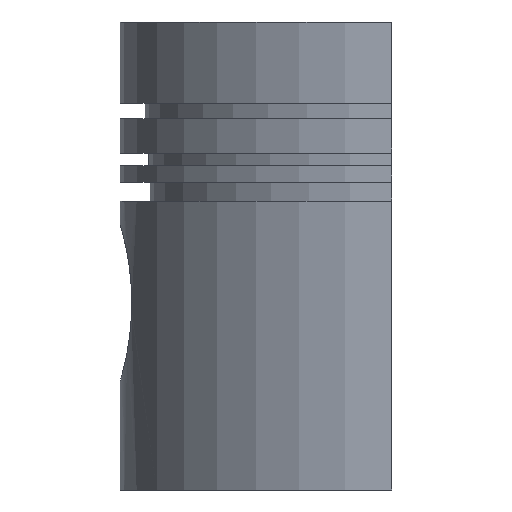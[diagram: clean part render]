
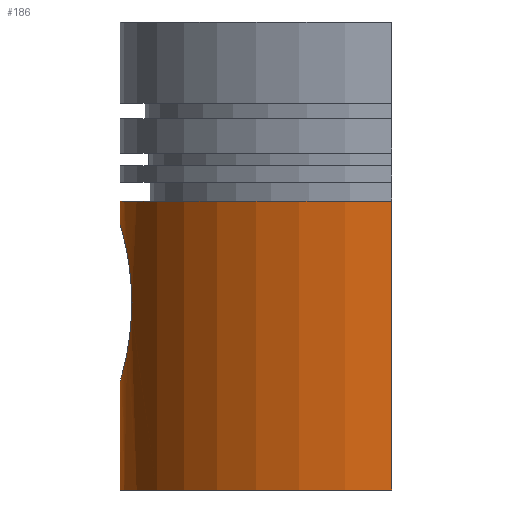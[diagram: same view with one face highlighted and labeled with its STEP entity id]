
A CAD part, left-side view. The second image highlights one B-rep face of the part: STEP entity #186.
In plain terms, the highlighted cylindrical face has radius 43.5 mm (diameter 87 mm), a partial arc.
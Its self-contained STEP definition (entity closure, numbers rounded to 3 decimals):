
#43=CARTESIAN_POINT('POINT5',(43.5,0.,-30.
   ));
#44=VERTEX_POINT('VERTEX5',#43);
#52=CARTESIAN_POINT('POINT6',(-43.5,0.,-30.));
#53=VERTEX_POINT('VERTEX6',#52);
#60=CARTESIAN_POINT('POS8',(0.,0.,-30.));
#61=DIRECTION('DIR11',(0.,0.,1.));
#62=DIRECTION('DIR12',(-1.,0.,0.));
#63=AXIS2_PLACEMENT_3D('AXIS4',#60,#61,#62);
#64=CIRCLE('ELLIPSE3',#63,43.5);
#65=EDGE_CURVE('EDGE7',#53,#44,#64,.F.);
#75=CARTESIAN_POINT('POINT7',(-43.5,0.,16.3));
#76=VERTEX_POINT('VERTEX7',#75);
#77=CARTESIAN_POINT('POINT8',(43.5,0.,16.3)
   );
#78=VERTEX_POINT('VERTEX8',#77);
#79=CARTESIAN_POINT('POS10',(0.,0.,16.3));
#80=DIRECTION('DIR15',(0.,0.,-1.));
#81=DIRECTION('DIR16',(-1.,0.,0.));
#82=AXIS2_PLACEMENT_3D('AXIS6',#79,#80,#81);
#83=CIRCLE('ELLIPSE4',#82,43.5);
#84=EDGE_CURVE('EDGE8',#76,#78,#83,.T.);
#85=ORIENTED_EDGE('COEDGE9',*,*,#84,.T.);
#86=CARTESIAN_POINT('POS11',(43.5,0.,26.75));
#87=DIRECTION('DIR17',(0.,0.,-1.));
#88=VECTOR('VEC5',#87,1.);
#89=LINE('STRAIGHT5',#86,#88);
#90=EDGE_CURVE('EDGE9',#44,#78,#89,.F.);
#91=ORIENTED_EDGE('COEDGE10',*,*,#90,.F.);
#92=ORIENTED_EDGE('COEDGE11',*,*,#65,.F.);
#93=CARTESIAN_POINT('POS12',(-43.5,0.,26.75));
#94=DIRECTION('DIR18',(0.,0.,1.));
#95=VECTOR('VEC6',#94,1.);
#96=LINE('STRAIGHT6',#93,#95);
#97=EDGE_CURVE('EDGE10',#76,#53,#96,.F.);
#98=ORIENTED_EDGE('COEDGE12',*,*,#97,.F.);
#99=EDGE_LOOP('NONE',(#85,#91,#92,#98));
#100=FACE_BOUND('LOOP1',#99,.T.);
#101=CARTESIAN_POINT('POINT9',(-12.5,41.665,
   0.));
#102=VERTEX_POINT('VERTEX9',#101);
#103=CARTESIAN_POINT('POINT10',(12.5,41.665,
   0.));
#104=VERTEX_POINT('VERTEX10',#103);
#105=B_SPLINE_CURVE_WITH_KNOTS('SPLINE_CRV1',3,(#106,#107,#108,#109,#110
   ,#111,#112,#113,#114,#115,#116,#117,#118,#119,#120,#121,#122,#123,
   #124,#125,#126,#127,#128,#129,#130,#131,#132,#133,#134,#135,#136,#137
   ,#138,#139),.UNSPECIFIED.,.F.,.F.,(4,2,2,2,2,2,2,2,2,2,2,2,2,2,2,2,4)
   ,(37.9,40.269,42.638,
   45.007,47.377,49.745,
   52.113,54.482,56.85,
   59.219,61.587,63.956,
   66.324,68.693,71.062,
   73.431,75.801),.UNSPECIFIED.);
#106=CARTESIAN_POINT('',(12.5,41.665,
   0.));
#107=CARTESIAN_POINT('',(12.5,41.665,
   -0.79));
#108=CARTESIAN_POINT('',(12.424,41.688,
   -1.605));
#109=CARTESIAN_POINT('',(12.105,41.782,
   -3.223));
#110=CARTESIAN_POINT('',(11.863,41.852,
   -4.027));
#111=CARTESIAN_POINT('',(11.224,42.028,
   -5.565));
#112=CARTESIAN_POINT('',(10.827,42.134,
   -6.301));
#113=CARTESIAN_POINT('',(9.91,42.359,
   -7.662));
#114=CARTESIAN_POINT('',(9.391,42.478,
   -8.286));
#115=CARTESIAN_POINT('',(8.286,42.707,
   -9.391));
#116=CARTESIAN_POINT('',(7.662,42.825,
   -9.91));
#117=CARTESIAN_POINT('',(6.302,43.047,
   -10.826));
#118=CARTESIAN_POINT('',(5.565,43.149,
   -11.224));
#119=CARTESIAN_POINT('',(4.027,43.32,
   -11.863));
#120=CARTESIAN_POINT('',(3.223,43.388,
   -12.105));
#121=CARTESIAN_POINT('',(1.605,43.478,
   -12.424));
#122=CARTESIAN_POINT('',(0.789,43.5,
   -12.5));
#123=CARTESIAN_POINT('',(-0.789,43.5,
   -12.5));
#124=CARTESIAN_POINT('',(-1.605,43.478,
   -12.424));
#125=CARTESIAN_POINT('',(-3.223,43.388,
   -12.105));
#126=CARTESIAN_POINT('',(-4.027,43.32,
   -11.863));
#127=CARTESIAN_POINT('',(-5.565,43.149,
   -11.224));
#128=CARTESIAN_POINT('',(-6.302,43.047,
   -10.826));
#129=CARTESIAN_POINT('',(-7.662,42.825,
   -9.91));
#130=CARTESIAN_POINT('',(-8.286,42.707,
   -9.391));
#131=CARTESIAN_POINT('',(-9.391,42.478,
   -8.286));
#132=CARTESIAN_POINT('',(-9.91,42.359,
   -7.662));
#133=CARTESIAN_POINT('',(-10.827,42.134,
   -6.301));
#134=CARTESIAN_POINT('',(-11.224,42.028,
   -5.565));
#135=CARTESIAN_POINT('',(-11.863,41.852,
   -4.027));
#136=CARTESIAN_POINT('',(-12.105,41.782,
   -3.223));
#137=CARTESIAN_POINT('',(-12.424,41.688,
   -1.605));
#138=CARTESIAN_POINT('',(-12.5,41.665,
   -0.79));
#139=CARTESIAN_POINT('',(-12.5,41.665,
   0.));
#140=EDGE_CURVE('EDGE11',#102,#104,#105,.F.);
#141=ORIENTED_EDGE('COEDGE13',*,*,#140,.T.);
#142=B_SPLINE_CURVE_WITH_KNOTS('SPLINE_CRV2',3,(#143,#144,#145,#146,#147
   ,#148,#149,#150,#151,#152,#153,#154,#155,#156,#157,#158,#159,#160,
   #161,#162,#163,#164,#165,#166,#167,#168,#169,#170,#171,#172,#173,#174
   ,#175,#176),.UNSPECIFIED.,.F.,.F.,(4,2,2,2,2,2,2,2,2,2,2,2,2,2,2,2,4)
   ,(0.,2.369,4.738,
   7.107,9.476,11.845,
   14.213,16.582,18.95,
   21.319,23.687,26.056,
   28.424,30.793,33.162,
   35.531,37.9),.UNSPECIFIED.);
#143=CARTESIAN_POINT('',(-12.5,41.665,
   0.));
#144=CARTESIAN_POINT('',(-12.5,41.665,
   0.79));
#145=CARTESIAN_POINT('',(-12.424,41.688,
   1.605));
#146=CARTESIAN_POINT('',(-12.105,41.782,
   3.223));
#147=CARTESIAN_POINT('',(-11.863,41.852,
   4.027));
#148=CARTESIAN_POINT('',(-11.224,42.028,
   5.565));
#149=CARTESIAN_POINT('',(-10.827,42.134,
   6.301));
#150=CARTESIAN_POINT('',(-9.91,42.359,
   7.662));
#151=CARTESIAN_POINT('',(-9.391,42.478,
   8.286));
#152=CARTESIAN_POINT('',(-8.286,42.707,
   9.391));
#153=CARTESIAN_POINT('',(-7.662,42.825,
   9.91));
#154=CARTESIAN_POINT('',(-6.302,43.047,
   10.826));
#155=CARTESIAN_POINT('',(-5.565,43.149,
   11.224));
#156=CARTESIAN_POINT('',(-4.027,43.32,
   11.863));
#157=CARTESIAN_POINT('',(-3.223,43.388,
   12.105));
#158=CARTESIAN_POINT('',(-1.605,43.478,
   12.424));
#159=CARTESIAN_POINT('',(-0.789,43.5,
   12.5));
#160=CARTESIAN_POINT('',(0.789,43.5,
   12.5));
#161=CARTESIAN_POINT('',(1.605,43.478,
   12.424));
#162=CARTESIAN_POINT('',(3.223,43.388,
   12.105));
#163=CARTESIAN_POINT('',(4.027,43.32,
   11.863));
#164=CARTESIAN_POINT('',(5.565,43.149,
   11.224));
#165=CARTESIAN_POINT('',(6.302,43.047,
   10.826));
#166=CARTESIAN_POINT('',(7.662,42.825,
   9.91));
#167=CARTESIAN_POINT('',(8.286,42.707,
   9.391));
#168=CARTESIAN_POINT('',(9.391,42.478,
   8.286));
#169=CARTESIAN_POINT('',(9.91,42.359,
   7.662));
#170=CARTESIAN_POINT('',(10.827,42.134,
   6.301));
#171=CARTESIAN_POINT('',(11.224,42.028,
   5.565));
#172=CARTESIAN_POINT('',(11.863,41.852,
   4.027));
#173=CARTESIAN_POINT('',(12.105,41.782,
   3.223));
#174=CARTESIAN_POINT('',(12.424,41.688,
   1.605));
#175=CARTESIAN_POINT('',(12.5,41.665,
   0.79));
#176=CARTESIAN_POINT('',(12.5,41.665,
   0.));
#177=EDGE_CURVE('EDGE12',#104,#102,#142,.F.);
#178=ORIENTED_EDGE('COEDGE14',*,*,#177,.T.);
#179=EDGE_LOOP('NONE',(#141,#178));
#180=FACE_BOUND('LOOP1',#179,.T.);
#181=CARTESIAN_POINT('POS13',(0.,0.,26.75));
#182=DIRECTION('DIR19',(0.,0.,-1.));
#183=DIRECTION('DIR20',(-1.,0.,0.));
#184=AXIS2_PLACEMENT_3D('AXIS7',#181,#182,#183);
#185=CYLINDRICAL_SURFACE('CONE_SURF2',#184,43.5);
#186=ADVANCED_FACE('FACE3',(#100,#180),#185,.T.);
